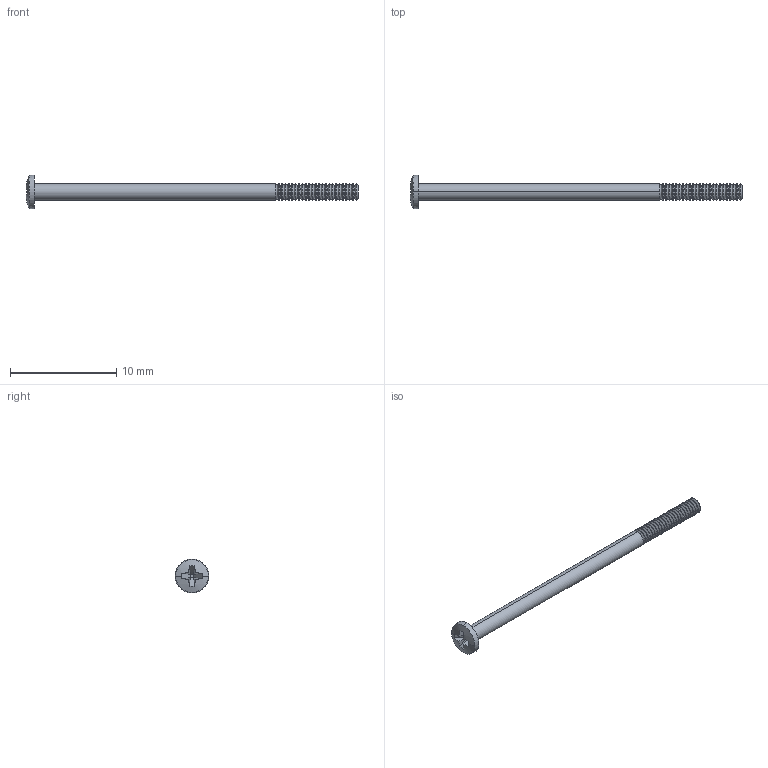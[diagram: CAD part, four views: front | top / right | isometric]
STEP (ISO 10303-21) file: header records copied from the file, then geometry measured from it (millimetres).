
FILE_DESCRIPTION (( 'STEP AP214' ), '1' );
FILE_NAME ('long screw.STEP', '2006-08-23T17:14:10', ( 'Chris Montana' ), ( 'Home' ), 'SwSTEP 2.0', 'SolidWorks 2005204', '' );
FILE_SCHEMA (( 'AUTOMOTIVE_DESIGN' ));
Length unit declared in the file: inch
Products named in the file (1): long screw
Bounding box: 31.27 x 3.2 x 3.2 mm (x, y, z)
Volume: 57.1 mm3; surface area: 185.7 mm2
Topology: 1 solids, 1 shells, 167 faces, 436 edges, 272 vertices
Faces by surface type: cone 100, cylinder 50, plane 15, sphere 2
Entity records: 5239 total; most frequent: DIRECTION 1042, CARTESIAN_POINT 876, ORIENTED_EDGE 872, AXIS2_PLACEMENT_3D 438, EDGE_CURVE 436, VERTEX_POINT 272, CIRCLE 270, EDGE_LOOP 168
